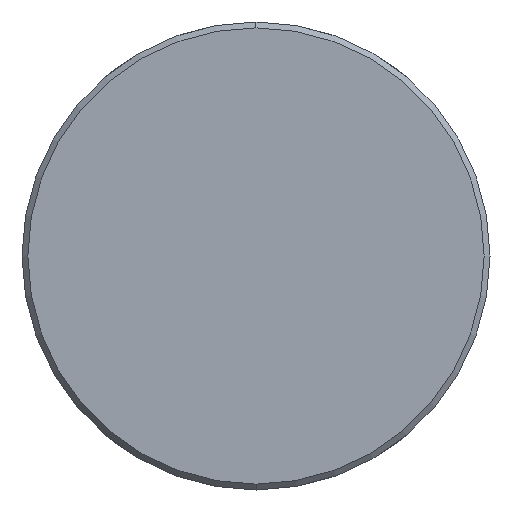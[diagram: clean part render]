
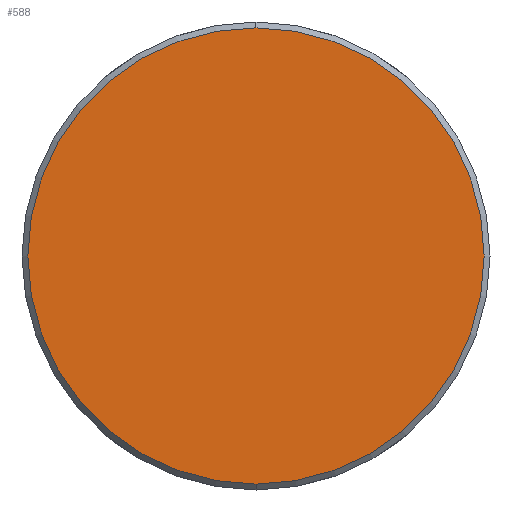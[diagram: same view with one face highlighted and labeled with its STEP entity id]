
A CAD part, left-side view. The second image highlights one B-rep face of the part: STEP entity #588.
In plain terms, the highlighted planar face has unit normal (-1, 0, 0).
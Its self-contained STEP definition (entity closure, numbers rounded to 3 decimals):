
#257 = CARTESIAN_POINT ( 'NONE',  ( -162.35, 59.202, -59.202 ) ) ;
#293 = ORIENTED_EDGE ( 'NONE', *, *, #616, .T. ) ;
#432 = CARTESIAN_POINT ( 'NONE',  ( -162.35, 0., 58.5 ) ) ;
#588 = ADVANCED_FACE ( 'NONE', ( #1538 ), #1185, .T. ) ;
#616 = EDGE_CURVE ( 'NONE', #1508, #1694, #1742, .T. ) ;
#617 = DIRECTION ( 'NONE',  ( -1., 0., 0. ) ) ;
#623 = CIRCLE ( 'NONE', #1209, 58.5 ) ;
#756 = CARTESIAN_POINT ( 'NONE',  ( -162.35, 0., -58.5 ) ) ;
#786 = DIRECTION ( 'NONE',  ( 0., 0., -1. ) ) ;
#904 = EDGE_CURVE ( 'NONE', #1694, #1508, #623, .T. ) ;
#906 = AXIS2_PLACEMENT_3D ( 'NONE', #257, #1527, #2270 ) ;
#951 = DIRECTION ( 'NONE',  ( -1., 0., 0. ) ) ;
#1160 = CARTESIAN_POINT ( 'NONE',  ( -162.35, 0., 0. ) ) ;
#1185 = PLANE ( 'NONE',  #906 ) ;
#1209 = AXIS2_PLACEMENT_3D ( 'NONE', #1160, #951, #1896 ) ;
#1508 = VERTEX_POINT ( 'NONE', #756 ) ;
#1527 = DIRECTION ( 'NONE',  ( -1., 0., 0. ) ) ;
#1538 = FACE_OUTER_BOUND ( 'NONE', #1622, .T. ) ;
#1622 = EDGE_LOOP ( 'NONE', ( #293, #2355 ) ) ;
#1694 = VERTEX_POINT ( 'NONE', #432 ) ;
#1703 = CARTESIAN_POINT ( 'NONE',  ( -162.35, 0., 0. ) ) ;
#1742 = CIRCLE ( 'NONE', #2158, 58.5 ) ;
#1896 = DIRECTION ( 'NONE',  ( 0., 0., -1. ) ) ;
#2158 = AXIS2_PLACEMENT_3D ( 'NONE', #1703, #617, #786 ) ;
#2270 = DIRECTION ( 'NONE',  ( 0., -1., 0. ) ) ;
#2355 = ORIENTED_EDGE ( 'NONE', *, *, #904, .T. ) ;
